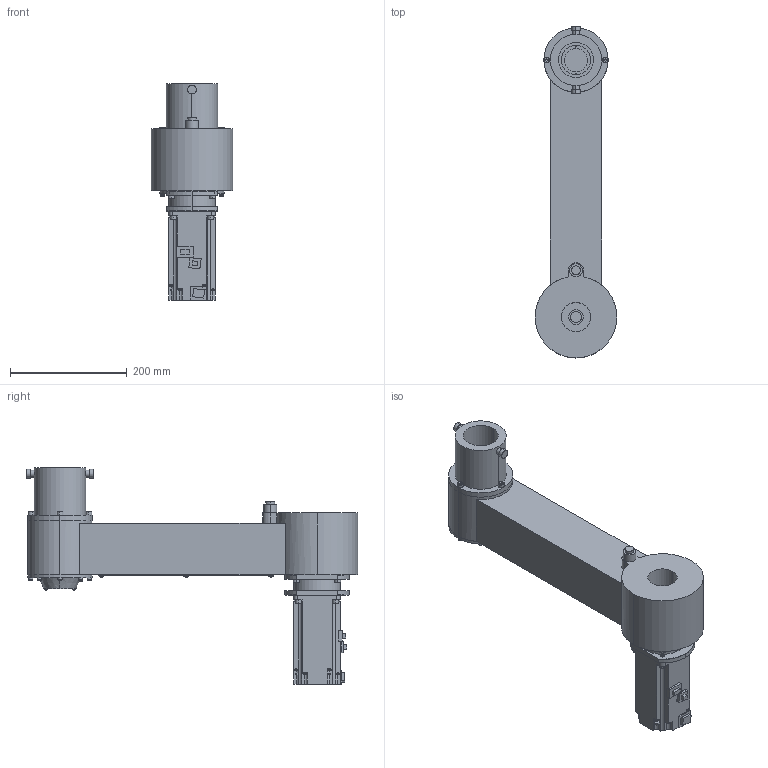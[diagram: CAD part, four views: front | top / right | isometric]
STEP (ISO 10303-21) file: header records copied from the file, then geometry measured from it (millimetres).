
FILE_DESCRIPTION (( 'STEP AP203' ), '1' );
FILE_NAME ('[K2]Assembly.STEP', '2024-07-05T02:35:23', ( '' ), ( '' ), 'SwSTEP 2.0', 'SolidWorks 2020', '' );
FILE_SCHEMA (( 'CONFIG_CONTROL_DESIGN' ));
Length unit declared in the file: millimetre
Products named in the file (12): [K2]M?t_B獳h.stp; pan head cross recess screw_iso_ISO 7045 - M3 x 5 - Z - 5N; [K2]Th滱_3D; socket head cap screw_iso_ISO 4762 M6 x 16 - 16S; [K2]V犥g_C?n.stp; [K2]Assembly; pan head cross recess screw_iso_ISO 7045 - M4 x 8 - Z - 8S; socket head cap screw_iso_ISO 4762 M4 x 8 - 8S; [K2]N?p_che.stp; [K2]ﾐ?ng_co.stp; [K2]N?p.stp; [K2]N?p_Th滱.stp
Assembly tree (36 placements, depth 2):
  [K2]Assembly
    [K2]Th滱_3D
    [K2]N?p.stp
    [K2]N?p_che.stp
    [K2]N?p_Th滱.stp
    [K2]M?t_B獳h.stp
    [K2]ﾐ?ng_co.stp
    [K2]V犥g_C?n.stp
    socket head cap screw_iso_ISO 4762 M4 x 8 - 8S  x9
    socket head cap screw_iso_ISO 4762 M6 x 16 - 16S  x12
    pan head cross recess screw_iso_ISO 7045 - M4 x 8 - Z - 8S  x6
    pan head cross recess screw_iso_ISO 7045 - M3 x 5 - Z - 5N  x2
Bounding box: 140 x 568 x 370.3 mm (x, y, z)
Volume: 3592963.5 mm3; surface area: 653174.2 mm2
Topology: 36 solids, 36 shells, 3104 faces, 7943 edges, 4924 vertices
Faces by surface type: cone 1371, cylinder 951, plane 650, torus 116, sphere 16
Entity records: 27088 total; most frequent: DIRECTION 4735, CARTESIAN_POINT 4480, ORIENTED_EDGE 4128, EDGE_CURVE 2064, AXIS2_PLACEMENT_3D 1891, VERTEX_POINT 1328, CIRCLE 1058, LINE 953
